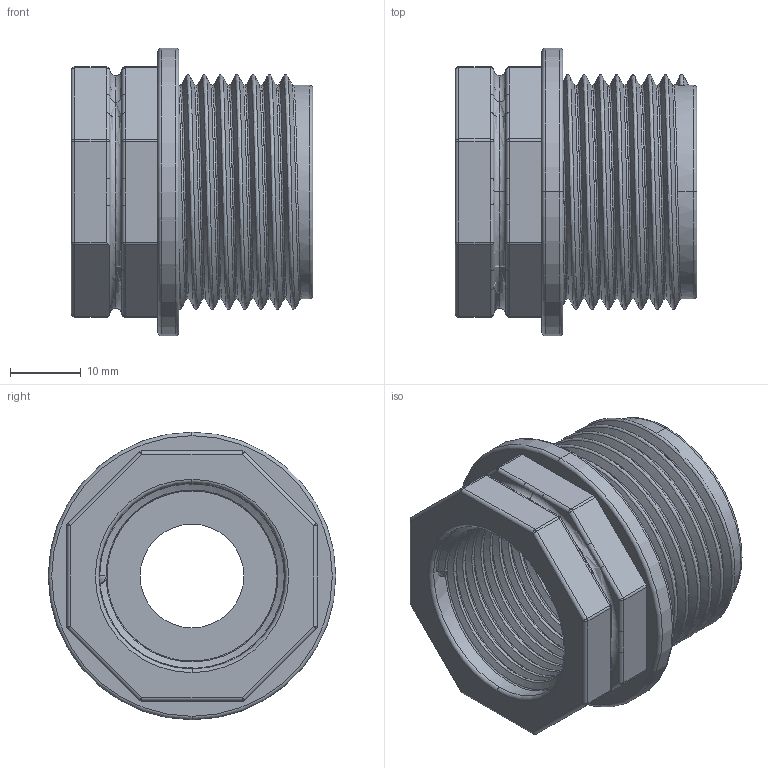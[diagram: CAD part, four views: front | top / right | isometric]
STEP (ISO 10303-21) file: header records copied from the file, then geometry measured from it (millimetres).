
FILE_DESCRIPTION (( 'STEP AP203' ), '1' );
FILE_NAME ('00234_0705.STEP', '2017-05-17T13:56:15', ( '' ), ( '' ), 'SwSTEP 2.0', 'SolidWorks 2011', '' );
FILE_SCHEMA (( 'CONFIG_CONTROL_DESIGN' ));
Length unit declared in the file: millimetre
Products named in the file (1): 00234_0705
Bounding box: 34.3 x 40.8 x 40.8 mm (x, y, z)
Volume: 15267.3 mm3; surface area: 10749.2 mm2
Topology: 1 solids, 1 shells, 204 faces, 501 edges, 288 vertices
Faces by surface type: cylinder 96, plane 37, bspline 25, sphere 22, torus 20, cone 4
Entity records: 14181 total; most frequent: CARTESIAN_POINT 9748, ORIENTED_EDGE 972, DIRECTION 879, EDGE_CURVE 486, AXIS2_PLACEMENT_3D 359, VERTEX_POINT 288, EDGE_LOOP 210, FACE_OUTER_BOUND 204
